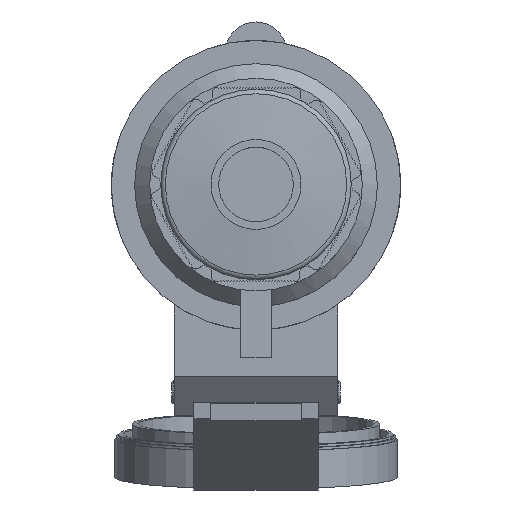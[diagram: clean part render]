
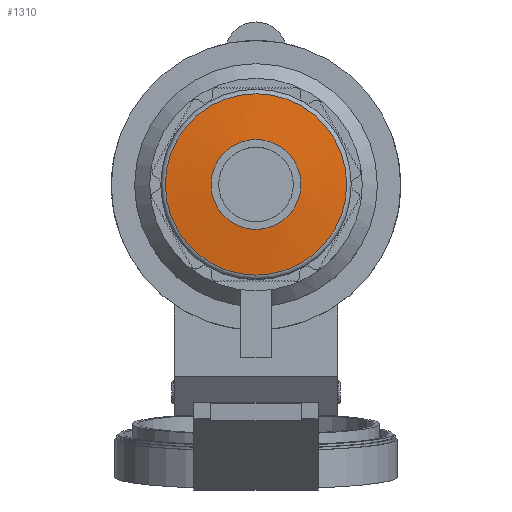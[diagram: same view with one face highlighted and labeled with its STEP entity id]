
A CAD part, top view. The second image highlights one B-rep face of the part: STEP entity #1310.
In plain terms, the highlighted conical face has half-angle 84.289 degrees and reference radius 18.95 mm.
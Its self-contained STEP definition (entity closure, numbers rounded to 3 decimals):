
#173=CONICAL_SURFACE('',#11040,18.95,84.289);
#762=FACE_BOUND('',#2448,.T.);
#763=FACE_BOUND('',#2449,.T.);
#1310=ADVANCED_FACE('',(#762,#763),#173,.T.);
#2448=EDGE_LOOP('',(#7780));
#2449=EDGE_LOOP('',(#7781));
#7780=ORIENTED_EDGE('',*,*,#10184,.T.);
#7781=ORIENTED_EDGE('',*,*,#9556,.F.);
#8451=VERTEX_POINT('',#15366);
#8765=VERTEX_POINT('',#16628);
#9556=EDGE_CURVE('',#8451,#8451,#10343,.T.);
#10184=EDGE_CURVE('',#8765,#8765,#10349,.T.);
#10343=CIRCLE('',#10713,8.95);
#10349=CIRCLE('',#11039,18.05);
#10713=AXIS2_PLACEMENT_3D('',#15365,#12394,#12395);
#11039=AXIS2_PLACEMENT_3D('',#16627,#13668,#13669);
#11040=AXIS2_PLACEMENT_3D('',#16629,#13670,#13671);
#12394=DIRECTION('',(0.,0.,1.));
#12395=DIRECTION('',(1.,0.,0.));
#13668=DIRECTION('',(0.,0.,1.));
#13669=DIRECTION('',(1.,0.,0.));
#13670=DIRECTION('',(0.,0.,-1.));
#13671=DIRECTION('',(-1.,0.,0.));
#15365=CARTESIAN_POINT('',(0.,0.,141.2));
#15366=CARTESIAN_POINT('',(8.95,0.,141.2));
#16627=CARTESIAN_POINT('',(0.,0.,140.29));
#16628=CARTESIAN_POINT('',(18.05,0.,140.29));
#16629=CARTESIAN_POINT('',(0.,0.,140.2));
